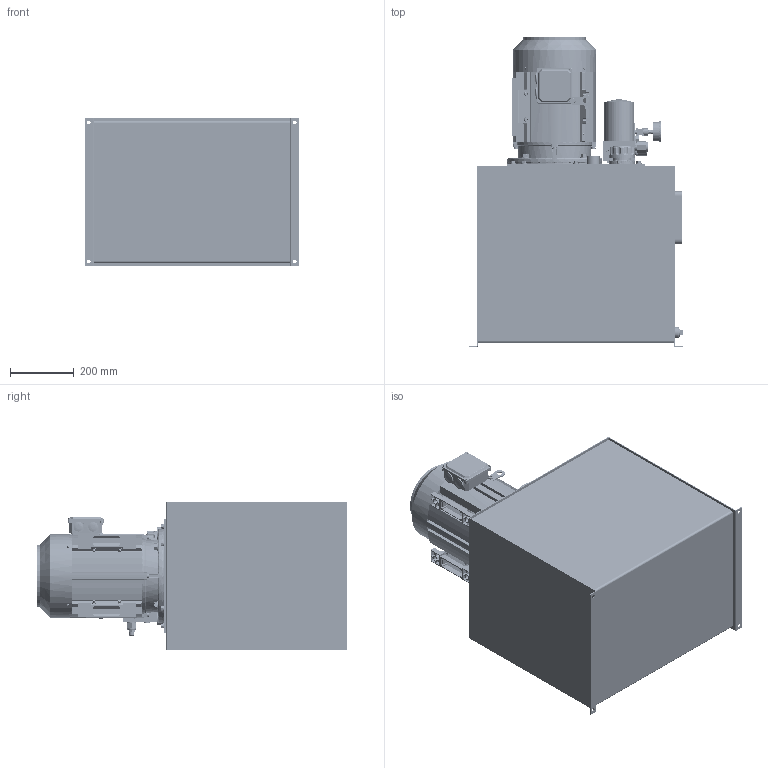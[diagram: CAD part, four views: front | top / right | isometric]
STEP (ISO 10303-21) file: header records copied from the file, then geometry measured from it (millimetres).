
FILE_DESCRIPTION (( 'STEP AP203' ), '1' );
FILE_NAME ('51060650030.step', '2024-03-06T19:25:50', ( '' ), ( '' ), 'SwSTEP 2.0', 'SolidWorks 2023', '' );
FILE_SCHEMA (( 'CONFIG_CONTROL_DESIGN' ));
Products named in the file (1): 51060650030
Bounding box: 670.56 x 968.87 x 460.38 mm (x, y, z)
Volume: 28644221.9 mm3; surface area: 4966433.8 mm2
Topology: 112 solids, 123 shells, 5067 faces, 12558 edges, 8042 vertices
Faces by surface type: plane 2486, cylinder 1682, cone 467, bspline 363, torus 69
Entity records: 173305 total; most frequent: CARTESIAN_POINT 53686, ORIENTED_EDGE 25004, DIRECTION 24338, EDGE_CURVE 12502, AXIS2_PLACEMENT_3D 8625, VERTEX_POINT 8042, LINE 7088, VECTOR 7088
